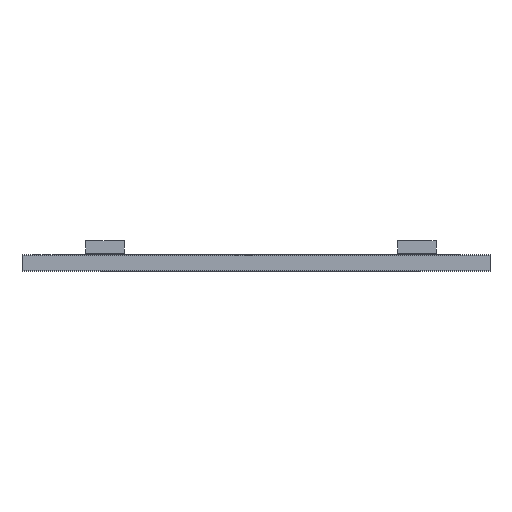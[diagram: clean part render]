
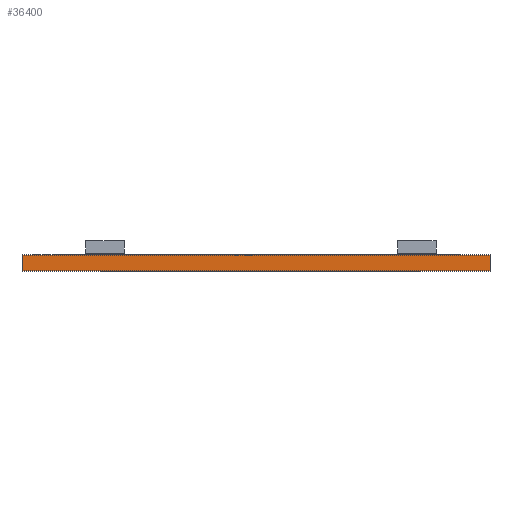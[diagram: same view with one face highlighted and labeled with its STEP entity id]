
A CAD part, front view. The second image highlights one B-rep face of the part: STEP entity #36400.
In plain terms, the highlighted planar face has unit normal (0, -1, 0).
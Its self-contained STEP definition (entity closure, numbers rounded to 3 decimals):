
#36400 = ADVANCED_FACE('',(#36401),#36435,.T.);
#36401 = FACE_BOUND('',#36402,.T.);
#36402 = EDGE_LOOP('',(#36403,#36413,#36421,#36429));
#36403 = ORIENTED_EDGE('',*,*,#36404,.T.);
#36404 = EDGE_CURVE('',#36405,#36407,#36409,.T.);
#36405 = VERTEX_POINT('',#36406);
#36406 = CARTESIAN_POINT('',(172.4,-163.4,0.));
#36407 = VERTEX_POINT('',#36408);
#36408 = CARTESIAN_POINT('',(172.4,-163.4,1.51));
#36409 = LINE('',#36410,#36411);
#36410 = CARTESIAN_POINT('',(172.4,-163.4,0.));
#36411 = VECTOR('',#36412,1.);
#36412 = DIRECTION('',(0.,0.,1.));
#36413 = ORIENTED_EDGE('',*,*,#36414,.T.);
#36414 = EDGE_CURVE('',#36407,#36415,#36417,.T.);
#36415 = VERTEX_POINT('',#36416);
#36416 = CARTESIAN_POINT('',(127.3,-163.4,1.51));
#36417 = LINE('',#36418,#36419);
#36418 = CARTESIAN_POINT('',(172.4,-163.4,1.51));
#36419 = VECTOR('',#36420,1.);
#36420 = DIRECTION('',(-1.,0.,0.));
#36421 = ORIENTED_EDGE('',*,*,#36422,.F.);
#36422 = EDGE_CURVE('',#36423,#36415,#36425,.T.);
#36423 = VERTEX_POINT('',#36424);
#36424 = CARTESIAN_POINT('',(127.3,-163.4,0.));
#36425 = LINE('',#36426,#36427);
#36426 = CARTESIAN_POINT('',(127.3,-163.4,0.));
#36427 = VECTOR('',#36428,1.);
#36428 = DIRECTION('',(0.,0.,1.));
#36429 = ORIENTED_EDGE('',*,*,#36430,.F.);
#36430 = EDGE_CURVE('',#36405,#36423,#36431,.T.);
#36431 = LINE('',#36432,#36433);
#36432 = CARTESIAN_POINT('',(172.4,-163.4,0.));
#36433 = VECTOR('',#36434,1.);
#36434 = DIRECTION('',(-1.,0.,0.));
#36435 = PLANE('',#36436);
#36436 = AXIS2_PLACEMENT_3D('',#36437,#36438,#36439);
#36437 = CARTESIAN_POINT('',(172.4,-163.4,0.));
#36438 = DIRECTION('',(0.,-1.,0.));
#36439 = DIRECTION('',(-1.,0.,0.));
